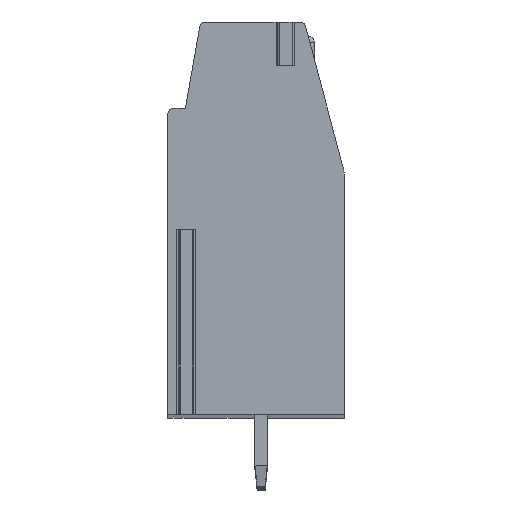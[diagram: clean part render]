
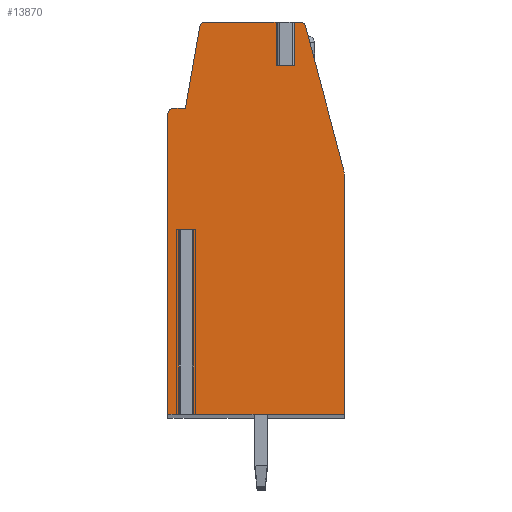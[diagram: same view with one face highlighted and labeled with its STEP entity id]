
A CAD part, top view. The second image highlights one B-rep face of the part: STEP entity #13870.
In plain terms, the highlighted planar face has unit normal (0, 0, 1).
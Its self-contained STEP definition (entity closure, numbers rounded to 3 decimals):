
#13=DIRECTION('',(-1.,0.,0.));
#14=VECTOR('',#13,0.743);
#15=CARTESIAN_POINT('',(-3.029,-0.55,109.22));
#16=LINE('',#15,#14);
#17=DIRECTION('',(0.,-1.,0.));
#18=VECTOR('',#17,9.);
#19=CARTESIAN_POINT('',(-3.771,-0.55,109.22));
#20=LINE('',#19,#18);
#21=DIRECTION('',(1.,0.,0.));
#22=VECTOR('',#21,0.529);
#23=CARTESIAN_POINT('',(-4.3,-9.55,109.22));
#24=LINE('',#23,#22);
#25=DIRECTION('',(0.,-1.,0.));
#26=VECTOR('',#25,14.6);
#27=CARTESIAN_POINT('',(-4.3,5.05,109.22));
#28=LINE('',#27,#26);
#29=CARTESIAN_POINT('',(-4.,5.05,109.22));
#30=DIRECTION('',(0.,0.,1.));
#31=DIRECTION('',(0.,1.,0.));
#32=AXIS2_PLACEMENT_3D('',#29,#30,#31);
#34=DIRECTION('',(-1.,0.,0.));
#35=VECTOR('',#34,0.558);
#36=CARTESIAN_POINT('',(-3.442,5.35,109.22));
#37=LINE('',#36,#35);
#38=DIRECTION('',(-0.174,-0.985,0.));
#39=VECTOR('',#38,4.013);
#40=CARTESIAN_POINT('',(-2.746,9.302,109.22));
#41=LINE('',#40,#39);
#42=CARTESIAN_POINT('',(-2.45,9.25,109.22));
#43=DIRECTION('',(0.,0.,1.));
#44=DIRECTION('',(0.,1.,0.));
#45=AXIS2_PLACEMENT_3D('',#42,#43,#44);
#47=DIRECTION('',(-1.,0.,0.));
#48=VECTOR('',#47,3.669);
#49=CARTESIAN_POINT('',(1.219,9.55,109.22));
#50=LINE('',#49,#48);
#51=DIRECTION('',(0.,-1.,0.));
#52=VECTOR('',#51,2.1);
#53=CARTESIAN_POINT('',(1.219,9.55,109.22));
#54=LINE('',#53,#52);
#55=DIRECTION('',(-1.,0.,0.));
#56=VECTOR('',#55,0.46);
#57=CARTESIAN_POINT('',(1.679,7.45,109.22));
#58=LINE('',#57,#56);
#59=DIRECTION('',(0.,-1.,0.));
#60=VECTOR('',#59,2.1);
#61=CARTESIAN_POINT('',(1.679,9.55,109.22));
#62=LINE('',#61,#60);
#63=DIRECTION('',(-1.,0.,0.));
#64=VECTOR('',#63,0.447);
#65=CARTESIAN_POINT('',(2.126,9.55,109.22));
#66=LINE('',#65,#64);
#67=CARTESIAN_POINT('',(2.126,9.25,109.22));
#68=DIRECTION('',(0.,0.,1.));
#69=DIRECTION('',(0.966,0.257,0.));
#70=AXIS2_PLACEMENT_3D('',#67,#68,#69);
#72=CARTESIAN_POINT('',(3.3,2.119,109.22));
#73=DIRECTION('',(0.,0.,1.));
#74=DIRECTION('',(1.,0.,0.));
#75=AXIS2_PLACEMENT_3D('',#72,#73,#74);
#77=DIRECTION('',(0.,1.,0.));
#78=VECTOR('',#77,11.669);
#79=CARTESIAN_POINT('',(4.3,-9.55,109.22));
#80=LINE('',#79,#78);
#81=DIRECTION('',(1.,0.,0.));
#82=VECTOR('',#81,7.329);
#83=CARTESIAN_POINT('',(-3.029,-9.55,109.22));
#84=LINE('',#83,#82);
#85=DIRECTION('',(0.,-1.,0.));
#86=VECTOR('',#85,9.);
#87=CARTESIAN_POINT('',(-3.029,-0.55,109.22));
#88=LINE('',#87,#86);
#603=DIRECTION('',(-0.257,0.966,0.));
#604=VECTOR('',#603,7.193);
#605=CARTESIAN_POINT('',(4.266,2.376,109.22));
#606=LINE('',#605,#604);
#11051=CARTESIAN_POINT('',(4.3,-9.55,109.22));
#11052=CARTESIAN_POINT('',(4.3,2.119,109.22));
#11053=VERTEX_POINT('',#11051);
#11054=VERTEX_POINT('',#11052);
#11055=CARTESIAN_POINT('',(4.266,2.376,109.22));
#11056=VERTEX_POINT('',#11055);
#11057=CARTESIAN_POINT('',(2.416,9.327,109.22));
#11058=CARTESIAN_POINT('',(2.126,9.55,109.22));
#11059=VERTEX_POINT('',#11057);
#11060=VERTEX_POINT('',#11058);
#11061=CARTESIAN_POINT('',(-2.45,9.55,109.22));
#11062=CARTESIAN_POINT('',(-2.746,9.302,109.22));
#11063=VERTEX_POINT('',#11061);
#11064=VERTEX_POINT('',#11062);
#11065=CARTESIAN_POINT('',(-3.442,5.35,109.22));
#11066=VERTEX_POINT('',#11065);
#11067=CARTESIAN_POINT('',(-4.,5.35,109.22));
#11068=VERTEX_POINT('',#11067);
#11069=CARTESIAN_POINT('',(-4.3,5.05,109.22));
#11070=VERTEX_POINT('',#11069);
#11071=CARTESIAN_POINT('',(-4.3,-9.55,109.22));
#11072=VERTEX_POINT('',#11071);
#11135=CARTESIAN_POINT('',(1.679,7.45,109.22));
#11136=CARTESIAN_POINT('',(1.219,7.45,109.22));
#11137=VERTEX_POINT('',#11135);
#11138=VERTEX_POINT('',#11136);
#11139=CARTESIAN_POINT('',(1.219,9.55,109.22));
#11140=VERTEX_POINT('',#11139);
#11141=CARTESIAN_POINT('',(1.679,9.55,109.22));
#11142=VERTEX_POINT('',#11141);
#11155=CARTESIAN_POINT('',(-3.029,-0.55,109.22));
#11156=CARTESIAN_POINT('',(-3.771,-0.55,109.22));
#11157=VERTEX_POINT('',#11155);
#11158=VERTEX_POINT('',#11156);
#11159=CARTESIAN_POINT('',(-3.029,-9.55,109.22));
#11160=VERTEX_POINT('',#11159);
#11161=CARTESIAN_POINT('',(-3.771,-9.55,109.22));
#11162=VERTEX_POINT('',#11161);
#13825=CARTESIAN_POINT('',(0.,0.,109.22));
#13826=DIRECTION('',(0.,0.,1.));
#13827=DIRECTION('',(1.,0.,0.));
#13828=AXIS2_PLACEMENT_3D('',#13825,#13826,#13827);
#13829=PLANE('',#13828);
#13831=ORIENTED_EDGE('',*,*,#13830,.T.);
#13833=ORIENTED_EDGE('',*,*,#13832,.T.);
#13835=ORIENTED_EDGE('',*,*,#13834,.F.);
#13837=ORIENTED_EDGE('',*,*,#13836,.F.);
#13839=ORIENTED_EDGE('',*,*,#13838,.F.);
#13841=ORIENTED_EDGE('',*,*,#13840,.F.);
#13843=ORIENTED_EDGE('',*,*,#13842,.F.);
#13845=ORIENTED_EDGE('',*,*,#13844,.F.);
#13847=ORIENTED_EDGE('',*,*,#13846,.F.);
#13849=ORIENTED_EDGE('',*,*,#13848,.T.);
#13851=ORIENTED_EDGE('',*,*,#13850,.F.);
#13853=ORIENTED_EDGE('',*,*,#13852,.F.);
#13855=ORIENTED_EDGE('',*,*,#13854,.F.);
#13857=ORIENTED_EDGE('',*,*,#13856,.F.);
#13859=ORIENTED_EDGE('',*,*,#13858,.F.);
#13861=ORIENTED_EDGE('',*,*,#13860,.F.);
#13863=ORIENTED_EDGE('',*,*,#13862,.F.);
#13865=ORIENTED_EDGE('',*,*,#13864,.F.);
#13867=ORIENTED_EDGE('',*,*,#13866,.F.);
#13868=EDGE_LOOP('',(#13831,#13833,#13835,#13837,#13839,#13841,#13843,#13845,
#13847,#13849,#13851,#13853,#13855,#13857,#13859,#13861,#13863,#13865,#13867));
#13869=FACE_OUTER_BOUND('',#13868,.F.);
#33=CIRCLE('',#32,0.3);
#46=CIRCLE('',#45,0.3);
#71=CIRCLE('',#70,0.3);
#76=CIRCLE('',#75,1.);
#13830=EDGE_CURVE('',#11157,#11158,#16,.T.);
#13832=EDGE_CURVE('',#11158,#11162,#20,.T.);
#13834=EDGE_CURVE('',#11072,#11162,#24,.T.);
#13836=EDGE_CURVE('',#11070,#11072,#28,.T.);
#13838=EDGE_CURVE('',#11068,#11070,#33,.T.);
#13840=EDGE_CURVE('',#11066,#11068,#37,.T.);
#13842=EDGE_CURVE('',#11064,#11066,#41,.T.);
#13844=EDGE_CURVE('',#11063,#11064,#46,.T.);
#13846=EDGE_CURVE('',#11140,#11063,#50,.T.);
#13848=EDGE_CURVE('',#11140,#11138,#54,.T.);
#13850=EDGE_CURVE('',#11137,#11138,#58,.T.);
#13852=EDGE_CURVE('',#11142,#11137,#62,.T.);
#13854=EDGE_CURVE('',#11060,#11142,#66,.T.);
#13856=EDGE_CURVE('',#11059,#11060,#71,.T.);
#13858=EDGE_CURVE('',#11056,#11059,#606,.T.);
#13860=EDGE_CURVE('',#11054,#11056,#76,.T.);
#13862=EDGE_CURVE('',#11053,#11054,#80,.T.);
#13864=EDGE_CURVE('',#11160,#11053,#84,.T.);
#13866=EDGE_CURVE('',#11157,#11160,#88,.T.);
#13870=ADVANCED_FACE('',(#13869),#13829,.T.);
